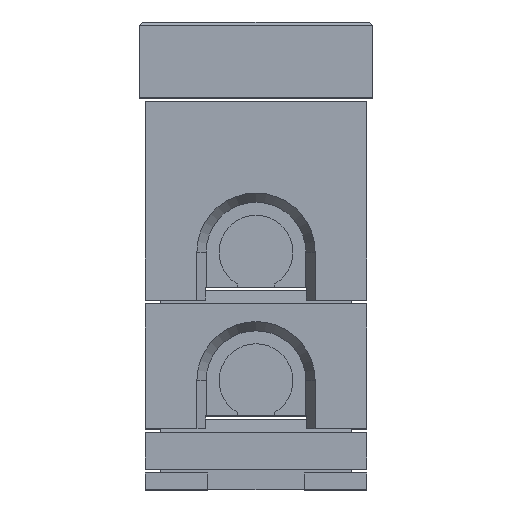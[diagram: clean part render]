
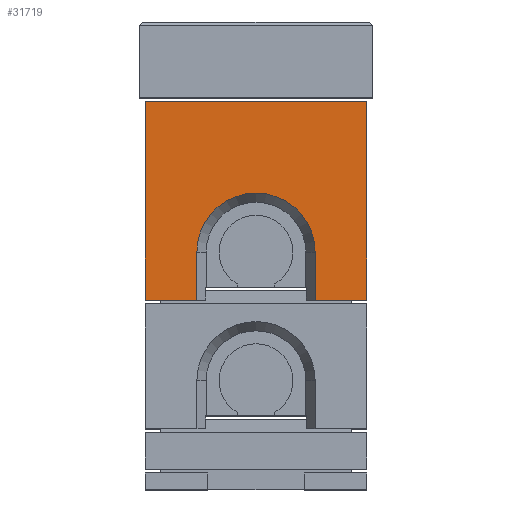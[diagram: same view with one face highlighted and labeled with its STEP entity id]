
A CAD part, top view. The second image highlights one B-rep face of the part: STEP entity #31719.
In plain terms, the highlighted planar face has unit normal (0, 0, 1).
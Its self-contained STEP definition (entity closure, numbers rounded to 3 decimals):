
#736 = EDGE_CURVE ( 'NONE', #9267, #15807, #5697, .T. ) ;
#839 = DIRECTION ( 'NONE',  ( -1., 0., 0. ) ) ;
#1028 = VECTOR ( 'NONE', #19673, 1000. ) ;
#1279 = ORIENTED_EDGE ( 'NONE', *, *, #736, .T. ) ;
#1309 = LINE ( 'NONE', #18130, #7089 ) ;
#1823 = AXIS2_PLACEMENT_3D ( 'NONE', #23946, #8519, #839 ) ;
#1843 = DIRECTION ( 'NONE',  ( 0., -1., 0. ) ) ;
#2013 = VECTOR ( 'NONE', #26233, 1000. ) ;
#2228 = LINE ( 'NONE', #24169, #32551 ) ;
#3150 = AXIS2_PLACEMENT_3D ( 'NONE', #33086, #9583, #20006 ) ;
#3392 = VECTOR ( 'NONE', #25331, 1000. ) ;
#3874 = VECTOR ( 'NONE', #1843, 1000. ) ;
#4401 = CARTESIAN_POINT ( 'NONE',  ( 160., 393., 300. ) ) ;
#4805 = EDGE_LOOP ( 'NONE', ( #24701, #15562, #32513, #6275, #31711, #1279, #10678, #16446 ) ) ;
#5608 = CARTESIAN_POINT ( 'NONE',  ( -300., 513., 300. ) ) ;
#5697 = LINE ( 'NONE', #12955, #2013 ) ;
#6044 = EDGE_CURVE ( 'NONE', #33825, #10717, #20794, .T. ) ;
#6275 = ORIENTED_EDGE ( 'NONE', *, *, #6044, .F. ) ;
#6345 = EDGE_CURVE ( 'NONE', #10717, #13626, #1309, .T. ) ;
#6423 = EDGE_CURVE ( 'NONE', #20497, #24512, #16840, .T. ) ;
#6881 = CARTESIAN_POINT ( 'NONE',  ( -160., 643., 300. ) ) ;
#7089 = VECTOR ( 'NONE', #31311, 1000. ) ;
#7251 = CARTESIAN_POINT ( 'NONE',  ( -300., 1051., 300. ) ) ;
#8374 = LINE ( 'NONE', #25282, #3874 ) ;
#8519 = DIRECTION ( 'NONE',  ( 0., 0., -1. ) ) ;
#9267 = VERTEX_POINT ( 'NONE', #5608 ) ;
#9583 = DIRECTION ( 'NONE',  ( 0., 0., -1. ) ) ;
#9805 = PLANE ( 'NONE',  #3150 ) ;
#10678 = ORIENTED_EDGE ( 'NONE', *, *, #27814, .T. ) ;
#10717 = VERTEX_POINT ( 'NONE', #15938 ) ;
#10836 = EDGE_CURVE ( 'NONE', #33825, #9267, #8374, .T. ) ;
#11065 = EDGE_CURVE ( 'NONE', #20900, #13626, #2228, .T. ) ;
#12955 = CARTESIAN_POINT ( 'NONE',  ( -300., 513., 300. ) ) ;
#13612 = LINE ( 'NONE', #4401, #3392 ) ;
#13626 = VERTEX_POINT ( 'NONE', #29810 ) ;
#14009 = CARTESIAN_POINT ( 'NONE',  ( -300., 1051., 300. ) ) ;
#15562 = ORIENTED_EDGE ( 'NONE', *, *, #11065, .T. ) ;
#15807 = VERTEX_POINT ( 'NONE', #31786 ) ;
#15902 = DIRECTION ( 'NONE',  ( 1., 0., 0. ) ) ;
#15938 = CARTESIAN_POINT ( 'NONE',  ( 300., 1051., 300. ) ) ;
#16446 = ORIENTED_EDGE ( 'NONE', *, *, #6423, .T. ) ;
#16619 = DIRECTION ( 'NONE',  ( 1., 0., 0. ) ) ;
#16840 = CIRCLE ( 'NONE', #1823, 160. ) ;
#16886 = CARTESIAN_POINT ( 'NONE',  ( -160., 643., 300. ) ) ;
#18130 = CARTESIAN_POINT ( 'NONE',  ( 300., 1086., 300. ) ) ;
#19673 = DIRECTION ( 'NONE',  ( 0., 1., 0. ) ) ;
#20006 = DIRECTION ( 'NONE',  ( -1., 0., 0. ) ) ;
#20497 = VERTEX_POINT ( 'NONE', #16886 ) ;
#20794 = LINE ( 'NONE', #14009, #33924 ) ;
#20900 = VERTEX_POINT ( 'NONE', #23975 ) ;
#21133 = EDGE_CURVE ( 'NONE', #24512, #20900, #13612, .T. ) ;
#22613 = FACE_OUTER_BOUND ( 'NONE', #4805, .T. ) ;
#23441 = CARTESIAN_POINT ( 'NONE',  ( 160., 643., 300. ) ) ;
#23946 = CARTESIAN_POINT ( 'NONE',  ( 0., 643., 300. ) ) ;
#23975 = CARTESIAN_POINT ( 'NONE',  ( 160., 513., 300. ) ) ;
#24169 = CARTESIAN_POINT ( 'NONE',  ( -300., 513., 300. ) ) ;
#24512 = VERTEX_POINT ( 'NONE', #23441 ) ;
#24701 = ORIENTED_EDGE ( 'NONE', *, *, #21133, .T. ) ;
#25282 = CARTESIAN_POINT ( 'NONE',  ( -300., 1086., 300. ) ) ;
#25331 = DIRECTION ( 'NONE',  ( 0., -1., 0. ) ) ;
#26233 = DIRECTION ( 'NONE',  ( 1., 0., 0. ) ) ;
#27814 = EDGE_CURVE ( 'NONE', #15807, #20497, #30920, .T. ) ;
#29810 = CARTESIAN_POINT ( 'NONE',  ( 300., 513., 300. ) ) ;
#30920 = LINE ( 'NONE', #6881, #1028 ) ;
#31311 = DIRECTION ( 'NONE',  ( 0., -1., 0. ) ) ;
#31711 = ORIENTED_EDGE ( 'NONE', *, *, #10836, .T. ) ;
#31719 = ADVANCED_FACE ( 'NONE', ( #22613 ), #9805, .F. ) ;
#31786 = CARTESIAN_POINT ( 'NONE',  ( -160., 513., 300. ) ) ;
#32513 = ORIENTED_EDGE ( 'NONE', *, *, #6345, .F. ) ;
#32551 = VECTOR ( 'NONE', #15902, 1000. ) ;
#33086 = CARTESIAN_POINT ( 'NONE',  ( -300., 1086., 300. ) ) ;
#33825 = VERTEX_POINT ( 'NONE', #7251 ) ;
#33924 = VECTOR ( 'NONE', #16619, 1000. ) ;
